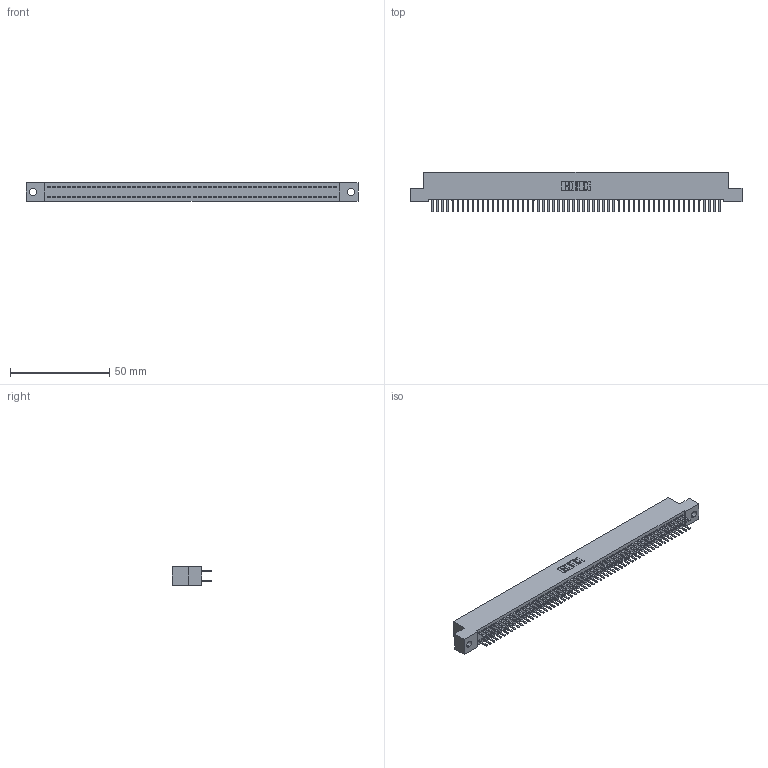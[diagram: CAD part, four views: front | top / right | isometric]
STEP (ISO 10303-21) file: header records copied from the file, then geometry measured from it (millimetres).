
FILE_DESCRIPTION (( 'STEP AP203' ), '1' );
FILE_NAME ('392-116-520-202.STEP', '2019-10-10T01:28:47', ( '' ), ( '' ), 'SwSTEP 2.0', 'SolidWorks 2016', '' );
FILE_SCHEMA (( 'CONFIG_CONTROL_DESIGN' ));
Length unit declared in the file: inch
Products named in the file (3): 392-116-520-202; 342 Part_.128 Slot; 345-292-001_345-293-120
Assembly tree (117 placements, depth 2):
  392-116-520-202
    342 Part_.128 Slot
    345-292-001_345-293-120  x116
Bounding box: 167.64 x 20.02 x 9.4 mm (x, y, z)
Volume: 15035 mm3; surface area: 24506.7 mm2
Topology: 117 solids, 117 shells, 6610 faces, 19219 edges, 12502 vertices
Faces by surface type: plane 4478, cylinder 2132
Entity records: 35361 total; most frequent: CARTESIAN_POINT 5854, ORIENTED_EDGE 5778, DIRECTION 4961, EDGE_CURVE 2889, LINE 2757, VECTOR 2757, VERTEX_POINT 1922, AXIS2_PLACEMENT_3D 1102
